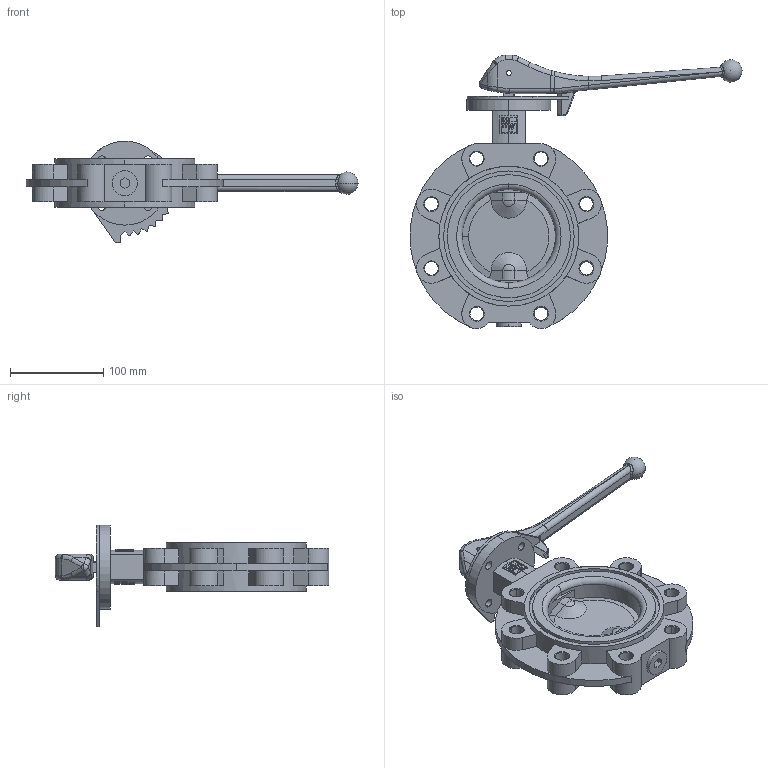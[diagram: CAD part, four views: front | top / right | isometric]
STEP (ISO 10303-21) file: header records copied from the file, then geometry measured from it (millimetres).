
FILE_DESCRIPTION (( 'STEP AP214' ), '1' );
FILE_NAME ('EVTLS DN100 PN16 - LEVER L2.STEP', '2020-03-10T09:33:59', ( 'Administrator' ), ( 'EuroValve' ), 'SwSTEP 2.0', 'SolidWorks 2015', '' );
FILE_SCHEMA (( 'AUTOMOTIVE_DESIGN' ));
Length unit declared in the file: millimetre
Products named in the file (3): EV LEVER L2; EVTLS DN100 PN16 - LEVER L2; EVTLS DN40-350_DN 100 PN16
Assembly tree (2 placements, depth 2):
  EVTLS DN100 PN16 - LEVER L2
    EVTLS DN40-350_DN 100 PN16
    EV LEVER L2
Bounding box: 356 x 293.12 x 109 mm (x, y, z)
Volume: 1195137.8 mm3; surface area: 197476.1 mm2
Topology: 2 solids, 2 shells, 637 faces, 1665 edges, 1044 vertices
Faces by surface type: plane 273, cylinder 169, bspline 112, cone 48, torus 25, sphere 10
Entity records: 25878 total; most frequent: CARTESIAN_POINT 7789, ORIENTED_EDGE 3284, DIRECTION 2980, EDGE_CURVE 1642, AXIS2_PLACEMENT_3D 1095, VERTEX_POINT 1039, VECTOR 790, LINE 790
